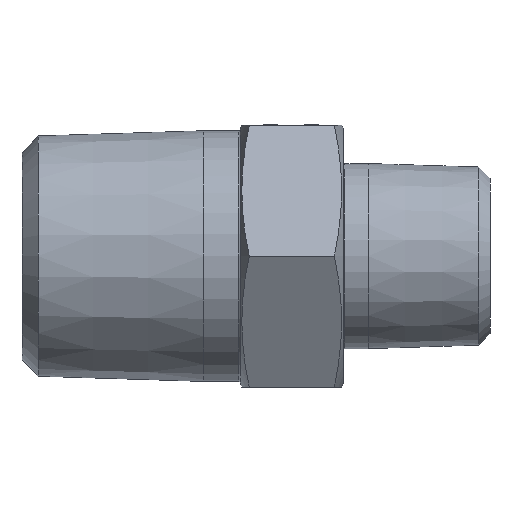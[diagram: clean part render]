
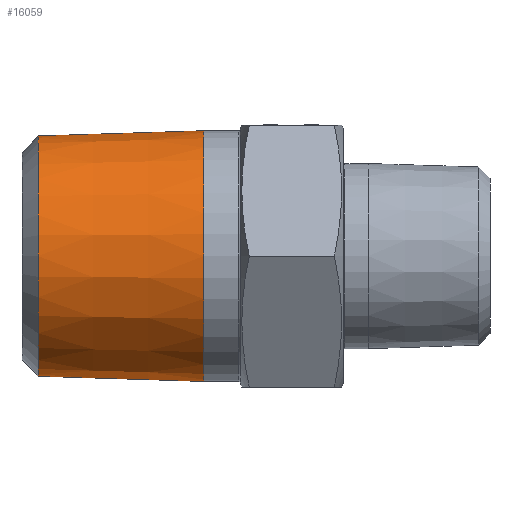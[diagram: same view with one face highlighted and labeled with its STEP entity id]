
A CAD part, front view. The second image highlights one B-rep face of the part: STEP entity #16059.
In plain terms, the highlighted conical face has half-angle 1.79 degrees and reference radius 6.579 mm.
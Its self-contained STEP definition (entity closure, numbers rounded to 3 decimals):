
#383 = VERTEX_POINT ( 'NONE', #15258 ) ;
#1235 = AXIS2_PLACEMENT_3D ( 'NONE', #11479, #8969, #11649 ) ;
#1302 = CONICAL_SURFACE ( 'NONE', #8393, 6.579, 0.031 ) ;
#2696 = DIRECTION ( 'NONE',  ( 0., 0., -1. ) ) ;
#4020 = FACE_OUTER_BOUND ( 'NONE', #7619, .T. ) ;
#4719 = EDGE_CURVE ( 'NONE', #13484, #13484, #5190, .T. ) ;
#5190 = CIRCLE ( 'NONE', #1235, 6.418 ) ;
#6403 = FACE_BOUND ( 'NONE', #14492, .T. ) ;
#7619 = EDGE_LOOP ( 'NONE', ( #9741 ) ) ;
#8393 = AXIS2_PLACEMENT_3D ( 'NONE', #13371, #14880, #2696 ) ;
#8969 = DIRECTION ( 'NONE',  ( 1., 0., 0. ) ) ;
#9273 = EDGE_CURVE ( 'NONE', #383, #383, #11114, .T. ) ;
#9316 = DIRECTION ( 'NONE',  ( 0., 0., 1. ) ) ;
#9741 = ORIENTED_EDGE ( 'NONE', *, *, #9273, .T. ) ;
#10229 = AXIS2_PLACEMENT_3D ( 'NONE', #17335, #13593, #9316 ) ;
#11114 = CIRCLE ( 'NONE', #10229, 6.694 ) ;
#11479 = CARTESIAN_POINT ( 'NONE',  ( 0.86, 0., 0. ) ) ;
#11649 = DIRECTION ( 'NONE',  ( 0., 0., 1. ) ) ;
#12146 = CARTESIAN_POINT ( 'NONE',  ( 0.86, 0., 6.418 ) ) ;
#13301 = ORIENTED_EDGE ( 'NONE', *, *, #4719, .T. ) ;
#13371 = CARTESIAN_POINT ( 'NONE',  ( 6., 0., 0. ) ) ;
#13484 = VERTEX_POINT ( 'NONE', #12146 ) ;
#13593 = DIRECTION ( 'NONE',  ( -1., 0., 0. ) ) ;
#14492 = EDGE_LOOP ( 'NONE', ( #13301 ) ) ;
#14880 = DIRECTION ( 'NONE',  ( 1., 0., 0. ) ) ;
#15258 = CARTESIAN_POINT ( 'NONE',  ( 9.7, 0., 6.694 ) ) ;
#16059 = ADVANCED_FACE ( 'NONE', ( #6403, #4020 ), #1302, .T. ) ;
#17335 = CARTESIAN_POINT ( 'NONE',  ( 9.7, 0., 0. ) ) ;
